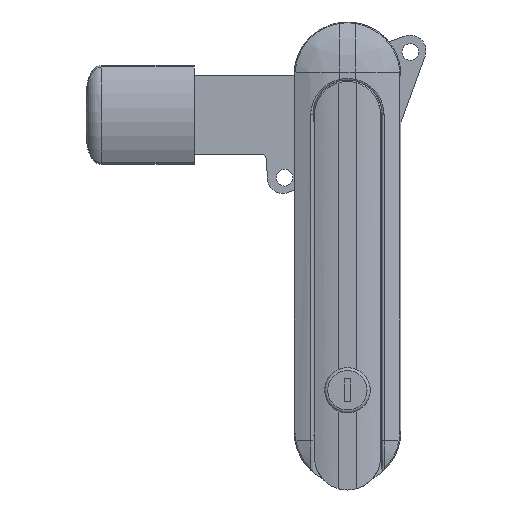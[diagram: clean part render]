
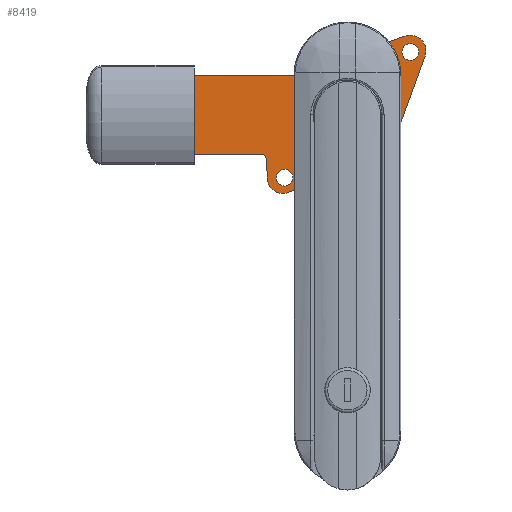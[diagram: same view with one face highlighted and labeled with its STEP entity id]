
A CAD part, top view. The second image highlights one B-rep face of the part: STEP entity #8419.
In plain terms, the highlighted face is planar.
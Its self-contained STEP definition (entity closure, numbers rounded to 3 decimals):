
#672=FACE_BOUND('',#2098,.T.);
#673=FACE_BOUND('',#2099,.T.);
#674=FACE_BOUND('',#2100,.T.);
#1033=CIRCLE('',#9241,2.65);
#1035=CIRCLE('',#9244,2.65);
#1051=CIRCLE('',#9275,2.);
#1052=CIRCLE('',#9276,5.);
#1053=CIRCLE('',#9277,10.);
#1054=CIRCLE('',#9278,5.);
#1532=FACE_OUTER_BOUND('',#2097,.T.);
#2097=EDGE_LOOP('',(#7609,#7610,#7611,#7612,#7613,#7614,#7615,#7616,#7617,
#7618,#7619));
#2098=EDGE_LOOP('',(#7620));
#2099=EDGE_LOOP('',(#7621));
#2100=EDGE_LOOP('',(#7622,#7623,#7624,#7625));
#2670=LINE('',#16776,#3280);
#2685=LINE('',#16815,#3295);
#2688=LINE('',#16821,#3298);
#2690=LINE('',#16825,#3300);
#2692=LINE('',#16829,#3302);
#2694=LINE('',#16832,#3304);
#2695=LINE('',#16835,#3305);
#2696=LINE('',#16839,#3306);
#2697=LINE('',#16843,#3307);
#2698=LINE('',#16847,#3308);
#2699=LINE('',#16850,#3309);
#3280=VECTOR('',#11485,25.);
#3295=VECTOR('',#11516,32.5);
#3298=VECTOR('',#11521,10.2);
#3300=VECTOR('',#11525,10.2);
#3302=VECTOR('',#11529,10.2);
#3304=VECTOR('',#11533,10.2);
#3305=VECTOR('',#11536,21.04);
#3306=VECTOR('',#11539,5.641);
#3307=VECTOR('',#11542,30.3);
#3308=VECTOR('',#11545,27.921);
#3309=VECTOR('',#11548,36.717);
#4060=VERTEX_POINT('',#16480);
#4062=VERTEX_POINT('',#16485);
#4074=VERTEX_POINT('',#16774);
#4075=VERTEX_POINT('',#16775);
#4091=VERTEX_POINT('',#16814);
#4092=VERTEX_POINT('',#16818);
#4093=VERTEX_POINT('',#16820);
#4094=VERTEX_POINT('',#16824);
#4095=VERTEX_POINT('',#16828);
#4096=VERTEX_POINT('',#16834);
#4097=VERTEX_POINT('',#16836);
#4098=VERTEX_POINT('',#16838);
#4099=VERTEX_POINT('',#16840);
#4100=VERTEX_POINT('',#16842);
#4101=VERTEX_POINT('',#16844);
#4102=VERTEX_POINT('',#16846);
#4103=VERTEX_POINT('',#16848);
#5227=EDGE_CURVE('',#4060,#4060,#1033,.T.);
#5229=EDGE_CURVE('',#4062,#4062,#1035,.T.);
#5248=EDGE_CURVE('',#4074,#4075,#2670,.T.);
#5267=EDGE_CURVE('',#4091,#4074,#2685,.T.);
#5270=EDGE_CURVE('',#4093,#4092,#2688,.T.);
#5272=EDGE_CURVE('',#4094,#4093,#2690,.T.);
#5274=EDGE_CURVE('',#4095,#4094,#2692,.T.);
#5276=EDGE_CURVE('',#4092,#4095,#2694,.T.);
#5277=EDGE_CURVE('',#4075,#4096,#2695,.T.);
#5278=EDGE_CURVE('',#4096,#4097,#1051,.T.);
#5279=EDGE_CURVE('',#4097,#4098,#2696,.T.);
#5280=EDGE_CURVE('',#4098,#4099,#1052,.T.);
#5281=EDGE_CURVE('',#4099,#4100,#2697,.T.);
#5282=EDGE_CURVE('',#4100,#4101,#1053,.T.);
#5283=EDGE_CURVE('',#4101,#4102,#2698,.T.);
#5284=EDGE_CURVE('',#4102,#4103,#1054,.T.);
#5285=EDGE_CURVE('',#4103,#4091,#2699,.T.);
#7609=ORIENTED_EDGE('',*,*,#5248,.T.);
#7610=ORIENTED_EDGE('',*,*,#5277,.T.);
#7611=ORIENTED_EDGE('',*,*,#5278,.T.);
#7612=ORIENTED_EDGE('',*,*,#5279,.T.);
#7613=ORIENTED_EDGE('',*,*,#5280,.T.);
#7614=ORIENTED_EDGE('',*,*,#5281,.T.);
#7615=ORIENTED_EDGE('',*,*,#5282,.T.);
#7616=ORIENTED_EDGE('',*,*,#5283,.T.);
#7617=ORIENTED_EDGE('',*,*,#5284,.T.);
#7618=ORIENTED_EDGE('',*,*,#5285,.T.);
#7619=ORIENTED_EDGE('',*,*,#5267,.T.);
#7620=ORIENTED_EDGE('',*,*,#5227,.T.);
#7621=ORIENTED_EDGE('',*,*,#5229,.T.);
#7622=ORIENTED_EDGE('',*,*,#5270,.T.);
#7623=ORIENTED_EDGE('',*,*,#5276,.T.);
#7624=ORIENTED_EDGE('',*,*,#5274,.T.);
#7625=ORIENTED_EDGE('',*,*,#5272,.T.);
#7934=PLANE('',#9274);
#8419=ADVANCED_FACE('',(#1532,#672,#673,#674),#7934,.F.);
#9241=AXIS2_PLACEMENT_3D('',#16481,#11440,#11441);
#9244=AXIS2_PLACEMENT_3D('',#16486,#11446,#11447);
#9274=AXIS2_PLACEMENT_3D('',#16833,#11534,#11535);
#9275=AXIS2_PLACEMENT_3D('',#16837,#11537,#11538);
#9276=AXIS2_PLACEMENT_3D('',#16841,#11540,#11541);
#9277=AXIS2_PLACEMENT_3D('',#16845,#11543,#11544);
#9278=AXIS2_PLACEMENT_3D('',#16849,#11546,#11547);
#11440=DIRECTION('center_axis',(0.,0.,1.));
#11441=DIRECTION('ref_axis',(1.,0.,0.));
#11446=DIRECTION('center_axis',(0.,0.,1.));
#11447=DIRECTION('ref_axis',(1.,0.,0.));
#11485=DIRECTION('',(0.,-1.,0.));
#11516=DIRECTION('',(1.,0.,0.));
#11521=DIRECTION('',(-0.707,0.707,0.));
#11525=DIRECTION('',(0.707,0.707,0.));
#11529=DIRECTION('',(0.707,-0.707,0.));
#11533=DIRECTION('',(-0.707,-0.707,0.));
#11534=DIRECTION('center_axis',(0.,0.,1.));
#11535=DIRECTION('ref_axis',(1.,0.,0.));
#11536=DIRECTION('',(-1.,0.,0.));
#11537=DIRECTION('center_axis',(0.,0.,1.));
#11538=DIRECTION('ref_axis',(0.,1.,0.));
#11539=DIRECTION('',(-0.02,-1.,0.));
#11540=DIRECTION('center_axis',(0.,0.,-1.));
#11541=DIRECTION('ref_axis',(0.369,0.929,0.));
#11542=DIRECTION('',(-0.929,0.369,0.));
#11543=DIRECTION('center_axis',(0.,0.,-1.));
#11544=DIRECTION('ref_axis',(0.94,0.342,0.));
#11545=DIRECTION('',(-0.342,0.94,0.));
#11546=DIRECTION('center_axis',(0.,0.,-1.));
#11547=DIRECTION('ref_axis',(-0.342,-0.94,0.));
#11548=DIRECTION('',(0.94,-0.342,0.));
#16480=CARTESIAN_POINT('',(-22.65,20.,-1.45));
#16481=CARTESIAN_POINT('Origin',(-20.,20.,-1.45));
#16485=CARTESIAN_POINT('',(17.35,-20.,-1.45));
#16486=CARTESIAN_POINT('Origin',(20.,-20.,-1.45));
#16774=CARTESIAN_POINT('',(48.712,12.5,-1.45));
#16775=CARTESIAN_POINT('',(48.712,-12.5,-1.45));
#16776=CARTESIAN_POINT('',(48.712,0.458,-1.45));
#16814=CARTESIAN_POINT('',(16.212,12.5,-1.45));
#16815=CARTESIAN_POINT('',(16.212,12.5,-1.45));
#16818=CARTESIAN_POINT('',(0.,7.212,-1.45));
#16820=CARTESIAN_POINT('',(7.212,0.,-1.45));
#16821=CARTESIAN_POINT('',(11.978,-4.766,-1.45));
#16824=CARTESIAN_POINT('',(0.,-7.212,-1.45));
#16825=CARTESIAN_POINT('',(8.83,1.617,-1.45));
#16828=CARTESIAN_POINT('',(-7.212,0.,-1.45));
#16829=CARTESIAN_POINT('',(1.16,-8.372,-1.45));
#16832=CARTESIAN_POINT('',(5.224,12.436,-1.45));
#16833=CARTESIAN_POINT('Origin',(27.191,0.915,-1.45));
#16834=CARTESIAN_POINT('',(27.673,-12.5,-1.45));
#16835=CARTESIAN_POINT('',(77.712,-12.5,-1.45));
#16836=CARTESIAN_POINT('',(25.673,-14.46,-1.45));
#16837=CARTESIAN_POINT('Origin',(27.673,-14.5,-1.45));
#16838=CARTESIAN_POINT('',(25.56,-20.1,-1.45));
#16839=CARTESIAN_POINT('',(25.673,-14.46,-1.45));
#16840=CARTESIAN_POINT('',(18.716,-24.647,-1.45));
#16841=CARTESIAN_POINT('Origin',(20.561,-20.,-1.45));
#16842=CARTESIAN_POINT('',(-9.444,-13.461,-1.45));
#16843=CARTESIAN_POINT('',(18.716,-24.647,-1.45));
#16844=CARTESIAN_POINT('',(-15.149,-7.588,-1.45));
#16845=CARTESIAN_POINT('Origin',(-5.752,-4.168,-1.45));
#16846=CARTESIAN_POINT('',(-24.698,18.649,-1.45));
#16847=CARTESIAN_POINT('',(-15.149,-7.588,-1.45));
#16848=CARTESIAN_POINT('',(-18.29,25.058,-1.45));
#16849=CARTESIAN_POINT('Origin',(-20.,20.359,-1.45));
#16850=CARTESIAN_POINT('',(-18.29,25.058,-1.45));
